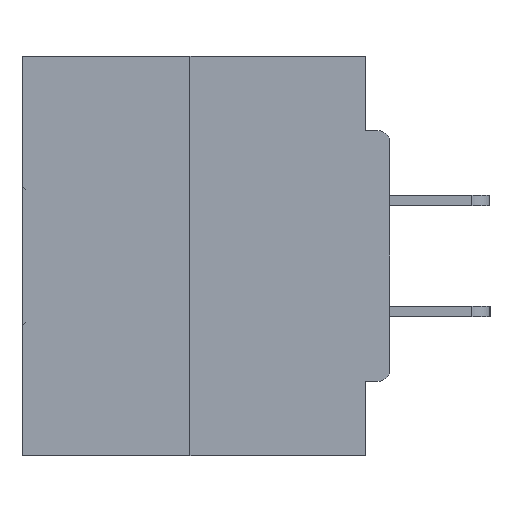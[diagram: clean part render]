
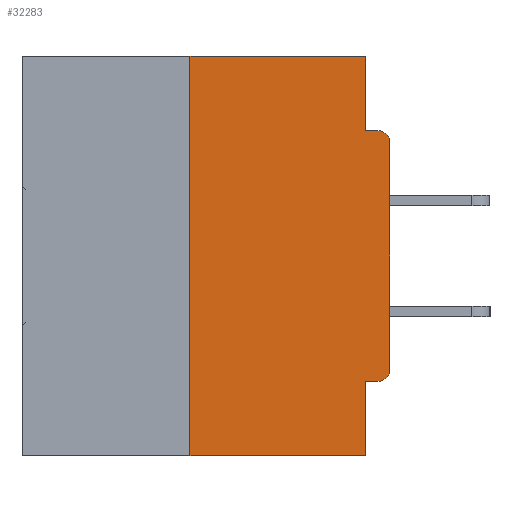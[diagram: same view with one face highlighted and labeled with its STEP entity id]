
A CAD part, left-side view. The second image highlights one B-rep face of the part: STEP entity #32283.
In plain terms, the highlighted planar face has unit normal (-1, 0, 0).
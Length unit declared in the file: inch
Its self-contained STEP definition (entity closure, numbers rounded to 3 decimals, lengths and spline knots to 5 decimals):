
#354 = DIRECTION ( 'NONE',  ( 0., 0., -1. ) ) ;
#475 = VECTOR ( 'NONE', #5883, 39.37008 ) ;
#1046 = EDGE_CURVE ( 'NONE', #24078, #12798, #15597, .T. ) ;
#1333 = DIRECTION ( 'NONE',  ( -1., 0., 0. ) ) ;
#1739 = VECTOR ( 'NONE', #23129, 39.37008 ) ;
#1765 = CIRCLE ( 'NONE', #32915, 0.015 ) ;
#1913 = VERTEX_POINT ( 'NONE', #9777 ) ;
#2061 = LINE ( 'NONE', #24532, #20531 ) ;
#2079 = CARTESIAN_POINT ( 'NONE',  ( 0., 0.015, -0.0935 ) ) ;
#2271 = EDGE_CURVE ( 'NONE', #33128, #22555, #24391, .T. ) ;
#2414 = DIRECTION ( 'NONE',  ( 0., 0., -1. ) ) ;
#4036 = CARTESIAN_POINT ( 'NONE',  ( 0., 0., -0.1085 ) ) ;
#4292 = CARTESIAN_POINT ( 'NONE',  ( 0., 0.015, -0.1085 ) ) ;
#5883 = DIRECTION ( 'NONE',  ( 0., 0., 1. ) ) ;
#6594 = CARTESIAN_POINT ( 'NONE',  ( 0., 0.25, -0.5 ) ) ;
#7198 = LINE ( 'NONE', #39286, #27919 ) ;
#7249 = CARTESIAN_POINT ( 'NONE',  ( 0., 0.031, -0.0935 ) ) ;
#7467 = DIRECTION ( 'NONE',  ( 0., 0., -1. ) ) ;
#8200 = DIRECTION ( 'NONE',  ( 0., -1., 0. ) ) ;
#8762 = EDGE_CURVE ( 'NONE', #12638, #15812, #24344, .T. ) ;
#9777 = CARTESIAN_POINT ( 'NONE',  ( 0., 0.031, 0. ) ) ;
#10100 = VERTEX_POINT ( 'NONE', #31699 ) ;
#10171 = EDGE_CURVE ( 'NONE', #1913, #34738, #18502, .T. ) ;
#10220 = DIRECTION ( 'NONE',  ( -1., 0., 0. ) ) ;
#10299 = EDGE_CURVE ( 'NONE', #10100, #33128, #13174, .T. ) ;
#10960 = DIRECTION ( 'NONE',  ( 0., 0., 1. ) ) ;
#12295 = EDGE_CURVE ( 'NONE', #10100, #24078, #1765, .T. ) ;
#12638 = VERTEX_POINT ( 'NONE', #6594 ) ;
#12798 = VERTEX_POINT ( 'NONE', #4036 ) ;
#13077 = VECTOR ( 'NONE', #10960, 39.37008 ) ;
#13174 = LINE ( 'NONE', #38694, #1739 ) ;
#13178 = ORIENTED_EDGE ( 'NONE', *, *, #8762, .F. ) ;
#14904 = AXIS2_PLACEMENT_3D ( 'NONE', #4292, #10220, #23151 ) ;
#15597 = LINE ( 'NONE', #31143, #475 ) ;
#15759 = ORIENTED_EDGE ( 'NONE', *, *, #35228, .T. ) ;
#15812 = VERTEX_POINT ( 'NONE', #37519 ) ;
#16579 = PLANE ( 'NONE',  #23445 ) ;
#16994 = VERTEX_POINT ( 'NONE', #2079 ) ;
#17210 = CARTESIAN_POINT ( 'NONE',  ( 0., 0., -0.3915 ) ) ;
#18132 = EDGE_CURVE ( 'NONE', #12798, #16994, #31215, .T. ) ;
#18351 = ORIENTED_EDGE ( 'NONE', *, *, #2271, .F. ) ;
#18502 = LINE ( 'NONE', #31486, #25395 ) ;
#18787 = ORIENTED_EDGE ( 'NONE', *, *, #10171, .F. ) ;
#19066 = ORIENTED_EDGE ( 'NONE', *, *, #1046, .T. ) ;
#19248 = EDGE_LOOP ( 'NONE', ( #36330, #13178, #15759, #18351, #33458, #21064, #19066, #39573, #27038, #18787 ) ) ;
#19347 = CARTESIAN_POINT ( 'NONE',  ( 0., 0.46, 0. ) ) ;
#20531 = VECTOR ( 'NONE', #8200, 39.37008 ) ;
#20937 = CARTESIAN_POINT ( 'NONE',  ( 0., 0.25, 0. ) ) ;
#21064 = ORIENTED_EDGE ( 'NONE', *, *, #12295, .T. ) ;
#22555 = VERTEX_POINT ( 'NONE', #27844 ) ;
#23129 = DIRECTION ( 'NONE',  ( 0., 1., 0. ) ) ;
#23151 = DIRECTION ( 'NONE',  ( 0., 0., -1. ) ) ;
#23445 = AXIS2_PLACEMENT_3D ( 'NONE', #19347, #36150, #39562 ) ;
#24078 = VERTEX_POINT ( 'NONE', #17210 ) ;
#24344 = LINE ( 'NONE', #20937, #13077 ) ;
#24391 = LINE ( 'NONE', #40777, #36174 ) ;
#24532 = CARTESIAN_POINT ( 'NONE',  ( 0., 0., -0.0935 ) ) ;
#24775 = EDGE_CURVE ( 'NONE', #15812, #1913, #25180, .T. ) ;
#24778 = CARTESIAN_POINT ( 'NONE',  ( 0., 0.46, 0. ) ) ;
#25180 = LINE ( 'NONE', #24778, #34023 ) ;
#25395 = VECTOR ( 'NONE', #2414, 39.37008 ) ;
#26459 = CARTESIAN_POINT ( 'NONE',  ( 0., 0.031, -0.4065 ) ) ;
#27038 = ORIENTED_EDGE ( 'NONE', *, *, #27752, .F. ) ;
#27752 = EDGE_CURVE ( 'NONE', #34738, #16994, #2061, .T. ) ;
#27844 = CARTESIAN_POINT ( 'NONE',  ( 0., 0.031, -0.5 ) ) ;
#27919 = VECTOR ( 'NONE', #32888, 39.37008 ) ;
#31143 = CARTESIAN_POINT ( 'NONE',  ( 0., 0., 0. ) ) ;
#31215 = CIRCLE ( 'NONE', #14904, 0.015 ) ;
#31486 = CARTESIAN_POINT ( 'NONE',  ( 0., 0.031, 0. ) ) ;
#31699 = CARTESIAN_POINT ( 'NONE',  ( 0., 0.015, -0.4065 ) ) ;
#32283 = ADVANCED_FACE ( 'NONE', ( #39153 ), #16579, .F. ) ;
#32888 = DIRECTION ( 'NONE',  ( 0., -1., 0. ) ) ;
#32915 = AXIS2_PLACEMENT_3D ( 'NONE', #36552, #1333, #7467 ) ;
#33128 = VERTEX_POINT ( 'NONE', #26459 ) ;
#33458 = ORIENTED_EDGE ( 'NONE', *, *, #10299, .F. ) ;
#34023 = VECTOR ( 'NONE', #37769, 39.37008 ) ;
#34738 = VERTEX_POINT ( 'NONE', #7249 ) ;
#35228 = EDGE_CURVE ( 'NONE', #12638, #22555, #7198, .T. ) ;
#36150 = DIRECTION ( 'NONE',  ( 1., 0., 0. ) ) ;
#36174 = VECTOR ( 'NONE', #354, 39.37008 ) ;
#36330 = ORIENTED_EDGE ( 'NONE', *, *, #24775, .F. ) ;
#36552 = CARTESIAN_POINT ( 'NONE',  ( 0., 0.015, -0.3915 ) ) ;
#37519 = CARTESIAN_POINT ( 'NONE',  ( 0., 0.25, 0. ) ) ;
#37769 = DIRECTION ( 'NONE',  ( 0., -1., 0. ) ) ;
#38694 = CARTESIAN_POINT ( 'NONE',  ( 0., 0., -0.4065 ) ) ;
#39153 = FACE_OUTER_BOUND ( 'NONE', #19248, .T. ) ;
#39286 = CARTESIAN_POINT ( 'NONE',  ( 0., 0.46, -0.5 ) ) ;
#39562 = DIRECTION ( 'NONE',  ( 0., 0., -1. ) ) ;
#39573 = ORIENTED_EDGE ( 'NONE', *, *, #18132, .T. ) ;
#40777 = CARTESIAN_POINT ( 'NONE',  ( 0., 0.031, -0.5 ) ) ;
